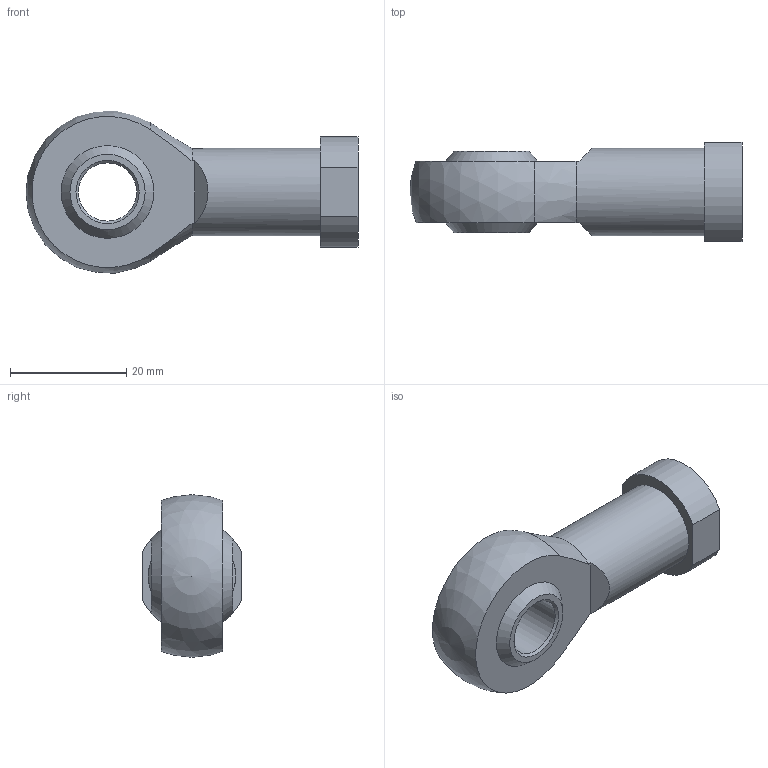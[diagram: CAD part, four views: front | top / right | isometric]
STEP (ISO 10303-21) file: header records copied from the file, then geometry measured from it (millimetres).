
FILE_DESCRIPTION( ( 'STEP AP214' ), '1' );
FILE_NAME( 'K0721.1010.stp', '2020-12-09T13:41:20', ( '' ), ( '' ), ' ', 'PARTsolutions', ' ' );
FILE_SCHEMA( ( 'AUTOMOTIVE_DESIGN { 1 0 10303 214 1 1 1 1 }' ) );
Length unit declared in the file: millimetre
Products named in the file (1): _K0721.1010
Bounding box: 57 x 17 x 27.91 mm (x, y, z)
Volume: 10230.2 mm3; surface area: 4680.7 mm2
Topology: 1 solids, 1 shells, 24 faces, 57 edges, 37 vertices
Faces by surface type: plane 10, cone 6, cylinder 5, sphere 3
Full cylindrical faces by diameter (mm): 8.376 x1, 10 x1, 15 x1
Entity records: 846 total; most frequent: CARTESIAN_POINT 129, DIRECTION 112, ORIENTED_EDGE 84, AXIS2_PLACEMENT_3D 49, EDGE_CURVE 42, EDGE_LOOP 38, VERTEX_POINT 34, FACE_OUTER_BOUND 29
